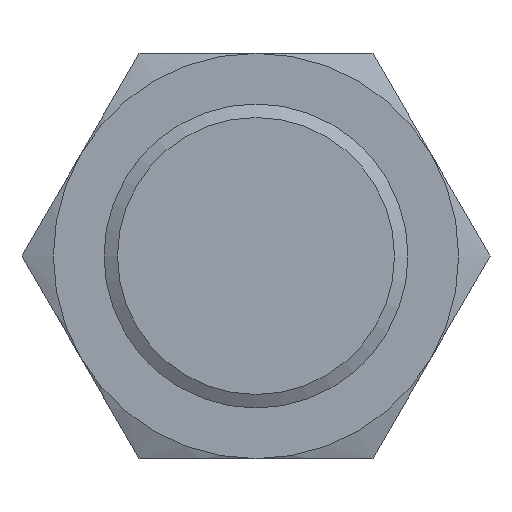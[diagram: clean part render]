
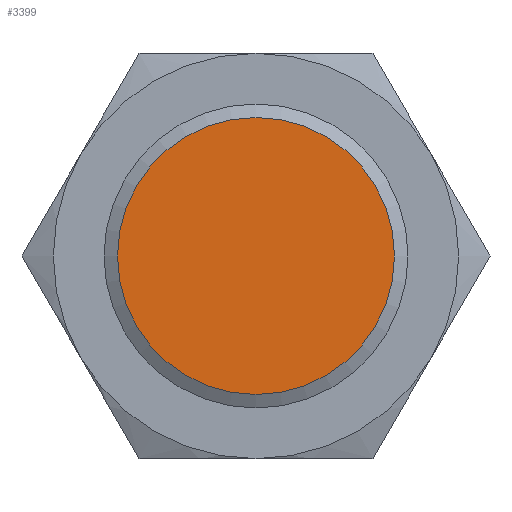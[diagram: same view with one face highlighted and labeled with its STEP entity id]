
A CAD part, left-side view. The second image highlights one B-rep face of the part: STEP entity #3399.
In plain terms, the highlighted planar face has unit normal (-1, 0, 0).
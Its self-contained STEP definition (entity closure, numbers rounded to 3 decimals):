
#3189 = CONICAL_SURFACE('',#3190,8.2,1.047);
#3190 = AXIS2_PLACEMENT_3D('',#3191,#3192,#3193);
#3191 = CARTESIAN_POINT('',(0.,0.,0.));
#3192 = DIRECTION('',(1.,-0.,-0.));
#3193 = DIRECTION('',(-0.,0.,-1.));
#3351 = VERTEX_POINT('',#3352);
#3352 = CARTESIAN_POINT('',(0.,0.,-8.2));
#3372 = EDGE_CURVE('',#3351,#3351,#3373,.T.);
#3373 = SURFACE_CURVE('',#3374,(#3379,#3386),.PCURVE_S1.);
#3374 = CIRCLE('',#3375,8.2);
#3375 = AXIS2_PLACEMENT_3D('',#3376,#3377,#3378);
#3376 = CARTESIAN_POINT('',(0.,0.,0.));
#3377 = DIRECTION('',(1.,0.,-0.));
#3378 = DIRECTION('',(-0.,0.,-1.));
#3379 = PCURVE('',#3189,#3380);
#3380 = DEFINITIONAL_REPRESENTATION('',(#3381),#3385);
#3381 = LINE('',#3382,#3383);
#3382 = CARTESIAN_POINT('',(0.,0.));
#3383 = VECTOR('',#3384,1.);
#3384 = DIRECTION('',(1.,0.));
#3385 = ( GEOMETRIC_REPRESENTATION_CONTEXT(2) 
PARAMETRIC_REPRESENTATION_CONTEXT() REPRESENTATION_CONTEXT('2D SPACE',''
  ) );
#3386 = PCURVE('',#3387,#3392);
#3387 = PLANE('',#3388);
#3388 = AXIS2_PLACEMENT_3D('',#3389,#3390,#3391);
#3389 = CARTESIAN_POINT('',(0.,0.,0.));
#3390 = DIRECTION('',(1.,0.,-0.));
#3391 = DIRECTION('',(-0.,0.,-1.));
#3392 = DEFINITIONAL_REPRESENTATION('',(#3393),#3397);
#3393 = CIRCLE('',#3394,8.2);
#3394 = AXIS2_PLACEMENT_2D('',#3395,#3396);
#3395 = CARTESIAN_POINT('',(0.,0.));
#3396 = DIRECTION('',(1.,0.));
#3397 = ( GEOMETRIC_REPRESENTATION_CONTEXT(2) 
PARAMETRIC_REPRESENTATION_CONTEXT() REPRESENTATION_CONTEXT('2D SPACE',''
  ) );
#3399 = ADVANCED_FACE('',(#3400),#3387,.F.);
#3400 = FACE_BOUND('',#3401,.T.);
#3401 = EDGE_LOOP('',(#3402));
#3402 = ORIENTED_EDGE('',*,*,#3372,.F.);
